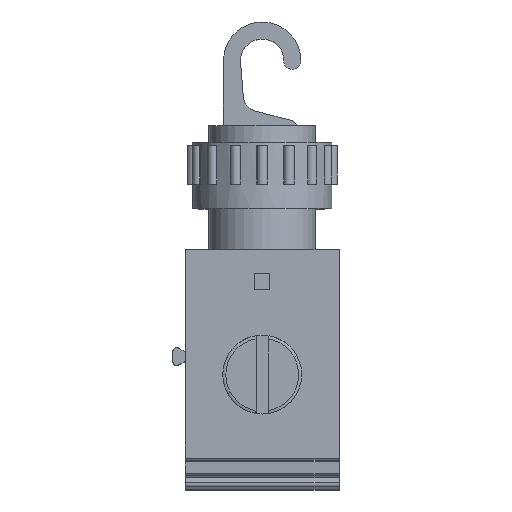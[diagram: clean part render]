
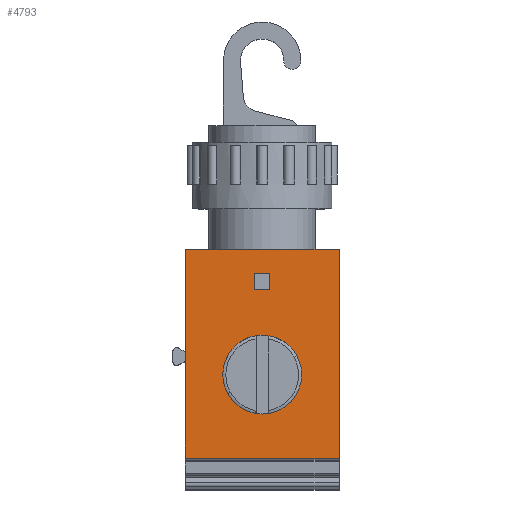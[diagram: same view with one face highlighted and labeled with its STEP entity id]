
A CAD part, top view. The second image highlights one B-rep face of the part: STEP entity #4793.
In plain terms, the highlighted planar face has unit normal (0, 0, 1).
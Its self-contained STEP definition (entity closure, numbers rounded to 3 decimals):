
#4733=AXIS2_PLACEMENT_3D('Plane Axis2P3D',#4730,#4731,#4732) ;
#4777=AXIS2_PLACEMENT_3D('Circle Axis2P3D',#4775,#4776,$) ;
#4786=AXIS2_PLACEMENT_3D('Circle Axis2P3D',#4784,#4785,$) ;
#4635=CARTESIAN_POINT('Line Origine',(0.5,-2.1,15.8)) ;
#4639=CARTESIAN_POINT('Vertex',(0.5,-1.6,15.8)) ;
#4641=CARTESIAN_POINT('Vertex',(0.5,-2.6,15.8)) ;
#4667=CARTESIAN_POINT('Line Origine',(0.,-1.6,15.8)) ;
#4671=CARTESIAN_POINT('Vertex',(-0.5,-1.6,15.8)) ;
#4696=CARTESIAN_POINT('Vertex',(-0.5,-2.6,15.8)) ;
#4699=CARTESIAN_POINT('Line Origine',(-0.5,-2.1,15.8)) ;
#4717=CARTESIAN_POINT('Line Origine',(0.,-2.6,15.8)) ;
#4730=CARTESIAN_POINT('Axis2P3D Location',(0.,-13.49,15.8)) ;
#4735=CARTESIAN_POINT('Line Origine',(0.,0.,15.8)) ;
#4739=CARTESIAN_POINT('Vertex',(-4.97,0.,15.8)) ;
#4741=CARTESIAN_POINT('Vertex',(4.97,0.,15.8)) ;
#4744=CARTESIAN_POINT('Line Origine',(-4.97,-6.745,15.8)) ;
#4748=CARTESIAN_POINT('Vertex',(-4.97,-13.49,15.8)) ;
#4751=CARTESIAN_POINT('Line Origine',(0.,-13.49,15.8)) ;
#4755=CARTESIAN_POINT('Vertex',(4.97,-13.49,15.8)) ;
#4758=CARTESIAN_POINT('Line Origine',(4.97,-6.745,15.8)) ;
#4775=CARTESIAN_POINT('Axis2P3D Location',(0.,-8.1,15.8)) ;
#4779=CARTESIAN_POINT('Vertex',(-2.55,-8.1,15.8)) ;
#4781=CARTESIAN_POINT('Vertex',(2.55,-8.1,15.8)) ;
#4784=CARTESIAN_POINT('Axis2P3D Location',(0.,-8.1,15.8)) ;
#4636=DIRECTION('Vector Direction',(0.,1.,0.)) ;
#4668=DIRECTION('Vector Direction',(1.,0.,0.)) ;
#4700=DIRECTION('Vector Direction',(0.,1.,0.)) ;
#4718=DIRECTION('Vector Direction',(1.,0.,0.)) ;
#4731=DIRECTION('Axis2P3D Direction',(0.,0.,-1.)) ;
#4732=DIRECTION('Axis2P3D XDirection',(0.,1.,0.)) ;
#4736=DIRECTION('Vector Direction',(1.,0.,0.)) ;
#4745=DIRECTION('Vector Direction',(0.,1.,0.)) ;
#4752=DIRECTION('Vector Direction',(1.,0.,0.)) ;
#4759=DIRECTION('Vector Direction',(0.,1.,0.)) ;
#4776=DIRECTION('Axis2P3D Direction',(0.,0.,-1.)) ;
#4785=DIRECTION('Axis2P3D Direction',(0.,0.,-1.)) ;
#4637=VECTOR('Line Direction',#4636,1.) ;
#4669=VECTOR('Line Direction',#4668,1.) ;
#4701=VECTOR('Line Direction',#4700,1.) ;
#4719=VECTOR('Line Direction',#4718,1.) ;
#4737=VECTOR('Line Direction',#4736,1.) ;
#4746=VECTOR('Line Direction',#4745,1.) ;
#4753=VECTOR('Line Direction',#4752,1.) ;
#4760=VECTOR('Line Direction',#4759,1.) ;
#4764=ORIENTED_EDGE('',*,*,#4743,.F.) ;
#4765=ORIENTED_EDGE('',*,*,#4750,.T.) ;
#4766=ORIENTED_EDGE('',*,*,#4757,.T.) ;
#4767=ORIENTED_EDGE('',*,*,#4762,.F.) ;
#4770=ORIENTED_EDGE('',*,*,#4703,.F.) ;
#4771=ORIENTED_EDGE('',*,*,#4673,.T.) ;
#4772=ORIENTED_EDGE('',*,*,#4643,.T.) ;
#4773=ORIENTED_EDGE('',*,*,#4721,.F.) ;
#4790=ORIENTED_EDGE('',*,*,#4783,.T.) ;
#4791=ORIENTED_EDGE('',*,*,#4788,.T.) ;
#4774=FACE_BOUND('',#4769,.T.) ;
#4792=FACE_BOUND('',#4789,.T.) ;
#4793=ADVANCED_FACE('housing',(#4768,#4774,#4792),#4734,.F.) ;
#4778=CIRCLE('generated circle',#4777,2.55) ;
#4787=CIRCLE('generated circle',#4786,2.55) ;
#4643=EDGE_CURVE('',#4640,#4642,#4638,.F.) ;
#4673=EDGE_CURVE('',#4672,#4640,#4670,.T.) ;
#4703=EDGE_CURVE('',#4672,#4697,#4702,.F.) ;
#4721=EDGE_CURVE('',#4697,#4642,#4720,.T.) ;
#4743=EDGE_CURVE('',#4740,#4742,#4738,.T.) ;
#4750=EDGE_CURVE('',#4740,#4749,#4747,.F.) ;
#4757=EDGE_CURVE('',#4749,#4756,#4754,.T.) ;
#4762=EDGE_CURVE('',#4742,#4756,#4761,.F.) ;
#4783=EDGE_CURVE('',#4780,#4782,#4778,.T.) ;
#4788=EDGE_CURVE('',#4782,#4780,#4787,.T.) ;
#4763=EDGE_LOOP('',(#4764,#4765,#4766,#4767)) ;
#4769=EDGE_LOOP('',(#4770,#4771,#4772,#4773)) ;
#4789=EDGE_LOOP('',(#4790,#4791)) ;
#4768=FACE_OUTER_BOUND('',#4763,.T.) ;
#4638=LINE('Line',#4635,#4637) ;
#4670=LINE('Line',#4667,#4669) ;
#4702=LINE('Line',#4699,#4701) ;
#4720=LINE('Line',#4717,#4719) ;
#4738=LINE('Line',#4735,#4737) ;
#4747=LINE('Line',#4744,#4746) ;
#4754=LINE('Line',#4751,#4753) ;
#4761=LINE('Line',#4758,#4760) ;
#4734=PLANE('',#4733) ;
#4640=VERTEX_POINT('',#4639) ;
#4642=VERTEX_POINT('',#4641) ;
#4672=VERTEX_POINT('',#4671) ;
#4697=VERTEX_POINT('',#4696) ;
#4740=VERTEX_POINT('',#4739) ;
#4742=VERTEX_POINT('',#4741) ;
#4749=VERTEX_POINT('',#4748) ;
#4756=VERTEX_POINT('',#4755) ;
#4780=VERTEX_POINT('',#4779) ;
#4782=VERTEX_POINT('',#4781) ;
